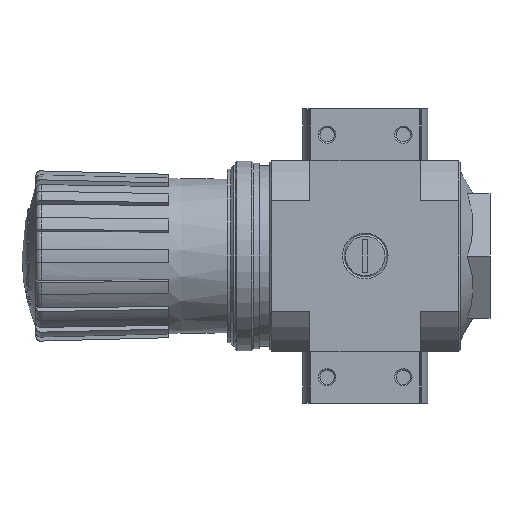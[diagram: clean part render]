
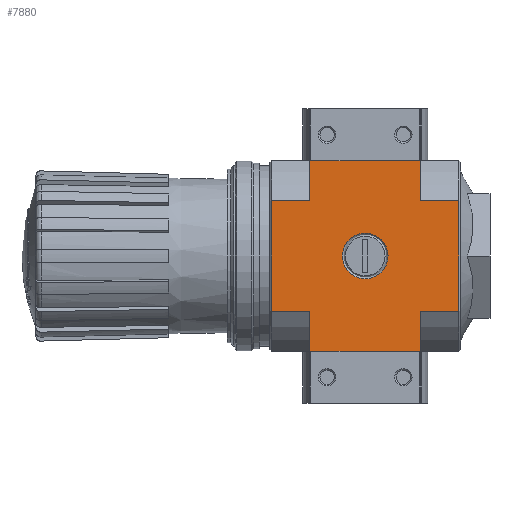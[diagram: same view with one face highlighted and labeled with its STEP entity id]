
A CAD part, left-side view. The second image highlights one B-rep face of the part: STEP entity #7880.
In plain terms, the highlighted face is planar.
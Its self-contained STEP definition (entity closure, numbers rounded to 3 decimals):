
#196=LINE('',#11035,#550);
#312=LINE('',#12324,#666);
#328=LINE('',#12386,#682);
#329=LINE('',#12389,#683);
#330=LINE('',#12391,#684);
#331=LINE('',#12393,#685);
#332=LINE('',#12394,#686);
#333=LINE('',#12396,#687);
#334=LINE('',#12398,#688);
#335=LINE('',#12400,#689);
#336=LINE('',#12402,#690);
#337=LINE('',#12403,#691);
#550=VECTOR('',#9020,1000.);
#666=VECTOR('',#9656,1000.);
#682=VECTOR('',#9694,1000.);
#683=VECTOR('',#9695,1000.);
#684=VECTOR('',#9696,1000.);
#685=VECTOR('',#9697,1000.);
#686=VECTOR('',#9698,1000.);
#687=VECTOR('',#9699,1000.);
#688=VECTOR('',#9700,1000.);
#689=VECTOR('',#9701,1000.);
#690=VECTOR('',#9702,1000.);
#691=VECTOR('',#9703,1000.);
#985=PLANE('',#8469);
#1267=CIRCLE('',#8470,6.579);
#2125=ORIENTED_EDGE('',*,*,#3761,.T.);
#2126=ORIENTED_EDGE('',*,*,#3762,.T.);
#2127=ORIENTED_EDGE('',*,*,#3763,.F.);
#2128=ORIENTED_EDGE('',*,*,#3764,.T.);
#2129=ORIENTED_EDGE('',*,*,#3765,.F.);
#2130=ORIENTED_EDGE('',*,*,#3328,.F.);
#2131=ORIENTED_EDGE('',*,*,#3766,.T.);
#2132=ORIENTED_EDGE('',*,*,#3767,.F.);
#2133=ORIENTED_EDGE('',*,*,#3768,.T.);
#2134=ORIENTED_EDGE('',*,*,#3769,.F.);
#2135=ORIENTED_EDGE('',*,*,#3770,.T.);
#2136=ORIENTED_EDGE('',*,*,#3736,.F.);
#2137=ORIENTED_EDGE('',*,*,#3771,.F.);
#3328=EDGE_CURVE('',#4238,#4239,#196,.T.);
#3736=EDGE_CURVE('',#4533,#4534,#312,.T.);
#3761=EDGE_CURVE('',#4552,#4552,#1267,.T.);
#3762=EDGE_CURVE('',#4553,#4554,#328,.F.);
#3763=EDGE_CURVE('',#4555,#4554,#329,.T.);
#3764=EDGE_CURVE('',#4555,#4556,#330,.T.);
#3765=EDGE_CURVE('',#4239,#4556,#331,.T.);
#3766=EDGE_CURVE('',#4238,#4557,#332,.T.);
#3767=EDGE_CURVE('',#4558,#4557,#333,.T.);
#3768=EDGE_CURVE('',#4558,#4559,#334,.T.);
#3769=EDGE_CURVE('',#4560,#4559,#335,.F.);
#3770=EDGE_CURVE('',#4560,#4534,#336,.T.);
#3771=EDGE_CURVE('',#4553,#4533,#337,.T.);
#4238=VERTEX_POINT('',#11034);
#4239=VERTEX_POINT('',#11036);
#4533=VERTEX_POINT('',#12323);
#4534=VERTEX_POINT('',#12325);
#4552=VERTEX_POINT('',#12385);
#4553=VERTEX_POINT('',#12387);
#4554=VERTEX_POINT('',#12388);
#4555=VERTEX_POINT('',#12390);
#4556=VERTEX_POINT('',#12392);
#4557=VERTEX_POINT('',#12395);
#4558=VERTEX_POINT('',#12397);
#4559=VERTEX_POINT('',#12399);
#4560=VERTEX_POINT('',#12401);
#5147=EDGE_LOOP('',(#2125));
#5148=EDGE_LOOP('',(#2126,#2127,#2128,#2129,#2130,#2131,#2132,#2133,#2134,
#2135,#2136,#2137));
#5679=FACE_BOUND('',#5147,.T.);
#5680=FACE_BOUND('',#5148,.T.);
#7880=ADVANCED_FACE('',(#5679,#5680),#985,.F.);
#8469=AXIS2_PLACEMENT_3D('',#12383,#9690,#9691);
#8470=AXIS2_PLACEMENT_3D('',#12384,#9692,#9693);
#9020=DIRECTION('',(0.,1.,0.));
#9656=DIRECTION('',(0.,-1.,0.));
#9690=DIRECTION('',(0.,0.,1.));
#9691=DIRECTION('',(1.,0.,0.));
#9692=DIRECTION('',(0.,0.,1.));
#9693=DIRECTION('',(1.,0.,0.));
#9694=DIRECTION('',(0.,-1.,0.));
#9695=DIRECTION('',(-1.,0.,0.));
#9696=DIRECTION('',(0.,-1.,0.));
#9697=DIRECTION('',(-1.,0.,0.));
#9698=DIRECTION('',(-1.,0.,0.));
#9699=DIRECTION('',(0.,1.,0.));
#9700=DIRECTION('',(-1.,0.,0.));
#9701=DIRECTION('',(0.,1.,0.));
#9702=DIRECTION('',(-1.,0.,0.));
#9703=DIRECTION('',(-1.,0.,0.));
#11034=CARTESIAN_POINT('',(27.5,-16.,-27.5));
#11035=CARTESIAN_POINT('',(27.5,-27.,-27.5));
#11036=CARTESIAN_POINT('',(27.5,16.,-27.5));
#12323=CARTESIAN_POINT('',(-27.5,16.,-27.5));
#12324=CARTESIAN_POINT('',(-27.5,27.,-27.5));
#12325=CARTESIAN_POINT('',(-27.5,-16.,-27.5));
#12383=CARTESIAN_POINT('',(0.,0.,-27.5));
#12384=CARTESIAN_POINT('',(0.,0.,-27.5));
#12385=CARTESIAN_POINT('',(6.579,0.,-27.5));
#12386=CARTESIAN_POINT('',(-15.869,31.,-27.5));
#12387=CARTESIAN_POINT('',(-15.869,16.,-27.5));
#12388=CARTESIAN_POINT('',(-15.869,27.,-27.5));
#12389=CARTESIAN_POINT('',(27.5,27.,-27.5));
#12390=CARTESIAN_POINT('',(15.869,27.,-27.5));
#12391=CARTESIAN_POINT('',(15.869,31.,-27.5));
#12392=CARTESIAN_POINT('',(15.869,16.,-27.5));
#12393=CARTESIAN_POINT('',(0.,16.,-27.5));
#12394=CARTESIAN_POINT('',(0.,-16.,-27.5));
#12395=CARTESIAN_POINT('',(15.869,-16.,-27.5));
#12396=CARTESIAN_POINT('',(15.869,-31.,-27.5));
#12397=CARTESIAN_POINT('',(15.869,-27.,-27.5));
#12398=CARTESIAN_POINT('',(27.5,-27.,-27.5));
#12399=CARTESIAN_POINT('',(-15.869,-27.,-27.5));
#12400=CARTESIAN_POINT('',(-15.869,-31.,-27.5));
#12401=CARTESIAN_POINT('',(-15.869,-16.,-27.5));
#12402=CARTESIAN_POINT('',(0.,-16.,-27.5));
#12403=CARTESIAN_POINT('',(0.,16.,-27.5));
